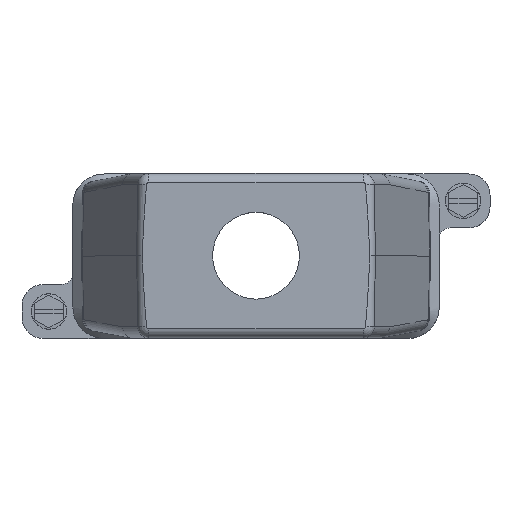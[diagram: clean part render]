
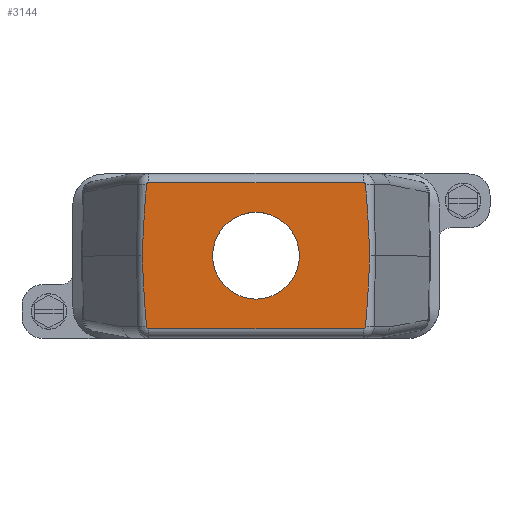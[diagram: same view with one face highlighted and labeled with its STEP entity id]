
A CAD part, top view. The second image highlights one B-rep face of the part: STEP entity #3144.
In plain terms, the highlighted planar face has unit normal (0, 0, 1).
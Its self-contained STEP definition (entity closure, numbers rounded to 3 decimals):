
#1120=ELLIPSE('',#8385,229.215,4.);
#1123=ELLIPSE('',#8389,229.215,4.);
#1124=ELLIPSE('',#8391,229.215,4.);
#1125=ELLIPSE('',#8395,229.215,4.);
#1283=FACE_BOUND('',#4177,.T.);
#1284=FACE_BOUND('',#4178,.T.);
#1528=LINE('',#10961,#2172);
#1534=LINE('',#11015,#2178);
#2172=VECTOR('',#9025,1.);
#2178=VECTOR('',#9091,1.);
#3144=ADVANCED_FACE('',(#1283,#1284),#3413,.T.);
#3413=PLANE('',#8860);
#4177=EDGE_LOOP('',(#6146));
#4178=EDGE_LOOP('',(#6147,#6148,#6149,#6150,#6151,#6152,#6153,#6154,#6155,
#6156));
#6146=ORIENTED_EDGE('',*,*,#7989,.F.);
#6147=ORIENTED_EDGE('',*,*,#7104,.F.);
#6148=ORIENTED_EDGE('',*,*,#7110,.F.);
#6149=ORIENTED_EDGE('',*,*,#7116,.F.);
#6150=ORIENTED_EDGE('',*,*,#7122,.F.);
#6151=ORIENTED_EDGE('',*,*,#7124,.F.);
#6152=ORIENTED_EDGE('',*,*,#7118,.F.);
#6153=ORIENTED_EDGE('',*,*,#7112,.F.);
#6154=ORIENTED_EDGE('',*,*,#7106,.F.);
#6155=ORIENTED_EDGE('',*,*,#7100,.F.);
#6156=ORIENTED_EDGE('',*,*,#7097,.F.);
#6398=VERTEX_POINT('',#10959);
#6400=VERTEX_POINT('',#10962);
#6402=VERTEX_POINT('',#10968);
#6405=VERTEX_POINT('',#10975);
#6406=VERTEX_POINT('',#10980);
#6409=VERTEX_POINT('',#10987);
#6410=VERTEX_POINT('',#10992);
#6413=VERTEX_POINT('',#10999);
#6414=VERTEX_POINT('',#11004);
#6416=VERTEX_POINT('',#11010);
#6968=VERTEX_POINT('',#14294);
#7097=EDGE_CURVE('',#6398,#6400,#1528,.T.);
#7100=EDGE_CURVE('',#6400,#6402,#8092,.T.);
#7104=EDGE_CURVE('',#6405,#6398,#8096,.T.);
#7106=EDGE_CURVE('',#6402,#6406,#1120,.T.);
#7110=EDGE_CURVE('',#6409,#6405,#1123,.T.);
#7112=EDGE_CURVE('',#6406,#6410,#1124,.T.);
#7116=EDGE_CURVE('',#6413,#6409,#1125,.T.);
#7118=EDGE_CURVE('',#6410,#6414,#8100,.T.);
#7122=EDGE_CURVE('',#6416,#6413,#8104,.T.);
#7124=EDGE_CURVE('',#6414,#6416,#1534,.T.);
#7989=EDGE_CURVE('',#6968,#6968,#8160,.T.);
#8092=CIRCLE('',#8377,0.707);
#8096=CIRCLE('',#8382,0.707);
#8100=CIRCLE('',#8397,0.707);
#8104=CIRCLE('',#8402,0.707);
#8160=CIRCLE('',#8859,15.3);
#8377=AXIS2_PLACEMENT_3D('',#10967,#9031,#9032);
#8382=AXIS2_PLACEMENT_3D('',#10976,#9041,#9042);
#8385=AXIS2_PLACEMENT_3D('',#10979,#9047,#9048);
#8389=AXIS2_PLACEMENT_3D('',#10988,#9056,#9057);
#8391=AXIS2_PLACEMENT_3D('',#10991,#9061,#9062);
#8395=AXIS2_PLACEMENT_3D('',#11000,#9070,#9071);
#8397=AXIS2_PLACEMENT_3D('',#11003,#9075,#9076);
#8402=AXIS2_PLACEMENT_3D('',#11012,#9085,#9086);
#8859=AXIS2_PLACEMENT_3D('',#14293,#10556,#10557);
#8860=AXIS2_PLACEMENT_3D('',#14295,#10558,#10559);
#9025=DIRECTION('',(-1.,0.,0.));
#9031=DIRECTION('',(0.,0.,-1.));
#9032=DIRECTION('',(1.,0.,0.));
#9041=DIRECTION('',(0.,0.,-1.));
#9042=DIRECTION('',(1.,0.,0.));
#9047=DIRECTION('',(0.,0.,-1.));
#9048=DIRECTION('',(-0.013,1.,0.));
#9056=DIRECTION('',(0.,0.,-1.));
#9057=DIRECTION('',(0.013,1.,0.));
#9061=DIRECTION('',(0.,0.,-1.));
#9062=DIRECTION('',(0.013,1.,0.));
#9070=DIRECTION('',(0.,0.,-1.));
#9071=DIRECTION('',(-0.013,1.,0.));
#9075=DIRECTION('',(0.,0.,-1.));
#9076=DIRECTION('',(1.,0.,0.));
#9085=DIRECTION('',(0.,0.,-1.));
#9086=DIRECTION('',(1.,0.,0.));
#9091=DIRECTION('',(1.,0.,0.));
#10556=DIRECTION('',(0.,0.,1.));
#10557=DIRECTION('',(1.,0.,0.));
#10558=DIRECTION('',(0.,0.,1.));
#10559=DIRECTION('',(1.,0.,0.));
#10959=CARTESIAN_POINT('',(37.865,-25.707,91.95));
#10961=CARTESIAN_POINT('',(0.,-25.707,91.95));
#10962=CARTESIAN_POINT('',(-37.865,-25.707,91.95));
#10967=CARTESIAN_POINT('',(-37.865,-25.,91.95));
#10968=CARTESIAN_POINT('',(-38.568,-25.078,91.95));
#10975=CARTESIAN_POINT('',(38.568,-25.078,91.95));
#10976=CARTESIAN_POINT('',(37.865,-25.,91.95));
#10979=CARTESIAN_POINT('',(-40.886,200.55,91.95));
#10980=CARTESIAN_POINT('',(-40.137,0.,91.95));
#10987=CARTESIAN_POINT('',(40.137,0.,91.95));
#10988=CARTESIAN_POINT('',(40.886,200.55,91.95));
#10991=CARTESIAN_POINT('',(-40.886,-200.55,91.95));
#10992=CARTESIAN_POINT('',(-38.568,25.078,91.95));
#10999=CARTESIAN_POINT('',(38.568,25.078,91.95));
#11000=CARTESIAN_POINT('',(40.886,-200.55,91.95));
#11003=CARTESIAN_POINT('',(-37.865,25.,91.95));
#11004=CARTESIAN_POINT('',(-37.865,25.707,91.95));
#11010=CARTESIAN_POINT('',(37.865,25.707,91.95));
#11012=CARTESIAN_POINT('',(37.865,25.,91.95));
#11015=CARTESIAN_POINT('',(0.,25.707,91.95));
#14293=CARTESIAN_POINT('',(0.,0.,91.95));
#14294=CARTESIAN_POINT('',(15.3,0.,91.95));
#14295=CARTESIAN_POINT('',(80.,-40.,91.95));
